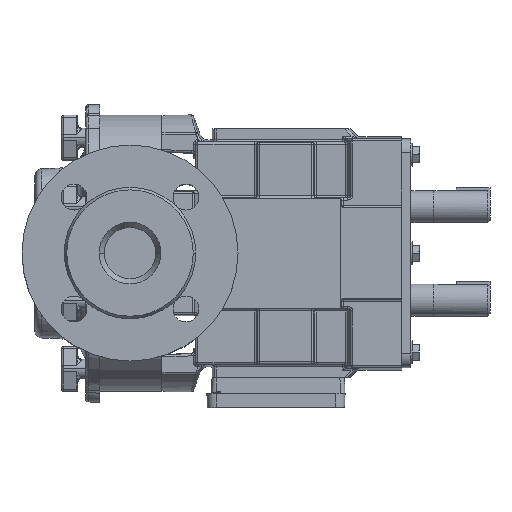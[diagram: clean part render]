
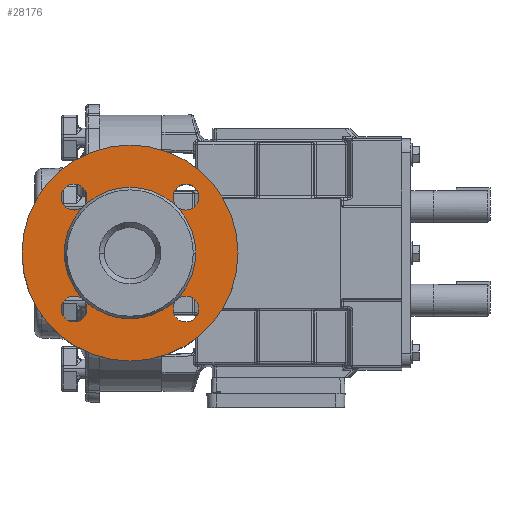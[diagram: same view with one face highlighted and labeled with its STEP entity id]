
A CAD part, top view. The second image highlights one B-rep face of the part: STEP entity #28176.
In plain terms, the highlighted face is planar.
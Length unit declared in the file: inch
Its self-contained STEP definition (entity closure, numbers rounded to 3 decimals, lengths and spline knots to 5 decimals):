
#89 = ORIENTED_EDGE ( 'NONE', *, *, #4004, .F. ) ;
#259 = DIRECTION ( 'NONE',  ( 1., 0., 0. ) ) ;
#263 = CIRCLE ( 'NONE', #2209, 0.35433 ) ;
#403 = CARTESIAN_POINT ( 'NONE',  ( -1.53114, -1.53114, -1.53 ) ) ;
#794 = DIRECTION ( 'NONE',  ( 1., 0., 0. ) ) ;
#865 = VERTEX_POINT ( 'NONE', #23139 ) ;
#1407 = ORIENTED_EDGE ( 'NONE', *, *, #26775, .F. ) ;
#1919 = VERTEX_POINT ( 'NONE', #29416 ) ;
#2173 = FACE_BOUND ( 'NONE', #37326, .T. ) ;
#2209 = AXIS2_PLACEMENT_3D ( 'NONE', #403, #12757, #8470 ) ;
#2496 = CIRCLE ( 'NONE', #18062, 0.35433 ) ;
#2871 = DIRECTION ( 'NONE',  ( 0., 0., -1. ) ) ;
#3305 = AXIS2_PLACEMENT_3D ( 'NONE', #4187, #35772, #38609 ) ;
#4004 = EDGE_CURVE ( 'NONE', #10118, #21151, #29461, .T. ) ;
#4187 = CARTESIAN_POINT ( 'NONE',  ( 1.53114, -1.53114, -1.53 ) ) ;
#4349 = DIRECTION ( 'NONE',  ( -1., 0., 0. ) ) ;
#4380 = ORIENTED_EDGE ( 'NONE', *, *, #8765, .F. ) ;
#4720 = EDGE_LOOP ( 'NONE', ( #6695, #26514 ) ) ;
#5431 = AXIS2_PLACEMENT_3D ( 'NONE', #18307, #33636, #24621 ) ;
#5449 = CARTESIAN_POINT ( 'NONE',  ( 1.17681, -1.53114, -1.53 ) ) ;
#5800 = FACE_BOUND ( 'NONE', #4720, .T. ) ;
#5950 = CARTESIAN_POINT ( 'NONE',  ( 0., 0., -1.53 ) ) ;
#6214 = EDGE_LOOP ( 'NONE', ( #89, #30034 ) ) ;
#6695 = ORIENTED_EDGE ( 'NONE', *, *, #32910, .F. ) ;
#6783 = CARTESIAN_POINT ( 'NONE',  ( -1.53114, -1.53114, -1.53 ) ) ;
#7154 = VERTEX_POINT ( 'NONE', #10767 ) ;
#8224 = ORIENTED_EDGE ( 'NONE', *, *, #32976, .T. ) ;
#8245 = AXIS2_PLACEMENT_3D ( 'NONE', #5950, #9381, #34094 ) ;
#8470 = DIRECTION ( 'NONE',  ( -1., 0., 0. ) ) ;
#8632 = DIRECTION ( 'NONE',  ( 0., 0., -1. ) ) ;
#8664 = CIRCLE ( 'NONE', #25612, 1.79928 ) ;
#8765 = EDGE_CURVE ( 'NONE', #31793, #31566, #2496, .T. ) ;
#9381 = DIRECTION ( 'NONE',  ( 0., 0., 1. ) ) ;
#9403 = EDGE_LOOP ( 'NONE', ( #37916, #13161 ) ) ;
#10118 = VERTEX_POINT ( 'NONE', #24185 ) ;
#10767 = CARTESIAN_POINT ( 'NONE',  ( 1.88547, -1.53114, -1.53 ) ) ;
#11365 = ORIENTED_EDGE ( 'NONE', *, *, #18216, .T. ) ;
#11587 = CARTESIAN_POINT ( 'NONE',  ( 1.53114, -1.53114, -1.53 ) ) ;
#11851 = AXIS2_PLACEMENT_3D ( 'NONE', #19063, #31745, #794 ) ;
#12179 = CIRCLE ( 'NONE', #35030, 2.955 ) ;
#12244 = CIRCLE ( 'NONE', #14215, 0.35433 ) ;
#12757 = DIRECTION ( 'NONE',  ( 0., 0., -1. ) ) ;
#13094 = AXIS2_PLACEMENT_3D ( 'NONE', #36356, #27150, #17555 ) ;
#13161 = ORIENTED_EDGE ( 'NONE', *, *, #29004, .F. ) ;
#14215 = AXIS2_PLACEMENT_3D ( 'NONE', #6783, #31462, #4349 ) ;
#14723 = CARTESIAN_POINT ( 'NONE',  ( 0., 2.955, -1.53 ) ) ;
#14912 = AXIS2_PLACEMENT_3D ( 'NONE', #14723, #8632, #39835 ) ;
#15081 = CARTESIAN_POINT ( 'NONE',  ( 1.88547, 1.53114, -1.53 ) ) ;
#15658 = VERTEX_POINT ( 'NONE', #40113 ) ;
#15747 = CIRCLE ( 'NONE', #36635, 0.35433 ) ;
#17555 = DIRECTION ( 'NONE',  ( -1., 0., 0. ) ) ;
#17779 = CARTESIAN_POINT ( 'NONE',  ( 1.79928, 0., -1.53 ) ) ;
#18062 = AXIS2_PLACEMENT_3D ( 'NONE', #19161, #25495, #28981 ) ;
#18216 = EDGE_CURVE ( 'NONE', #865, #40046, #18634, .T. ) ;
#18307 = CARTESIAN_POINT ( 'NONE',  ( -1.53114, 1.53114, -1.53 ) ) ;
#18370 = CARTESIAN_POINT ( 'NONE',  ( -1.88547, -1.53114, -1.53 ) ) ;
#18634 = CIRCLE ( 'NONE', #8245, 1.79928 ) ;
#19063 = CARTESIAN_POINT ( 'NONE',  ( 0., 0., -1.53 ) ) ;
#19161 = CARTESIAN_POINT ( 'NONE',  ( 1.53114, 1.53114, -1.53 ) ) ;
#19944 = CARTESIAN_POINT ( 'NONE',  ( 1.17681, 1.53114, -1.53 ) ) ;
#20634 = AXIS2_PLACEMENT_3D ( 'NONE', #33868, #21172, #21383 ) ;
#21066 = VERTEX_POINT ( 'NONE', #31429 ) ;
#21151 = VERTEX_POINT ( 'NONE', #37952 ) ;
#21172 = DIRECTION ( 'NONE',  ( 0., 0., -1. ) ) ;
#21383 = DIRECTION ( 'NONE',  ( -1., 0., 0. ) ) ;
#21935 = EDGE_CURVE ( 'NONE', #21066, #1919, #32012, .T. ) ;
#23139 = CARTESIAN_POINT ( 'NONE',  ( -1.79928, 0., -1.53 ) ) ;
#23712 = FACE_OUTER_BOUND ( 'NONE', #6214, .T. ) ;
#24011 = DIRECTION ( 'NONE',  ( -1., 0., 0. ) ) ;
#24185 = CARTESIAN_POINT ( 'NONE',  ( 2.955, 0., -1.53 ) ) ;
#24621 = DIRECTION ( 'NONE',  ( -1., 0., 0. ) ) ;
#25087 = ORIENTED_EDGE ( 'NONE', *, *, #37050, .F. ) ;
#25495 = DIRECTION ( 'NONE',  ( 0., 0., -1. ) ) ;
#25612 = AXIS2_PLACEMENT_3D ( 'NONE', #32430, #29747, #38538 ) ;
#26032 = ORIENTED_EDGE ( 'NONE', *, *, #40267, .F. ) ;
#26514 = ORIENTED_EDGE ( 'NONE', *, *, #21935, .F. ) ;
#26568 = VERTEX_POINT ( 'NONE', #18370 ) ;
#26775 = EDGE_CURVE ( 'NONE', #15658, #26568, #263, .T. ) ;
#27150 = DIRECTION ( 'NONE',  ( 0., 0., -1. ) ) ;
#27602 = FACE_BOUND ( 'NONE', #9403, .T. ) ;
#28176 = ADVANCED_FACE ( 'NONE', ( #2173, #27602, #33934, #5800, #39243, #23712 ), #40037, .T. ) ;
#28756 = DIRECTION ( 'NONE',  ( 0., 0., 1. ) ) ;
#28981 = DIRECTION ( 'NONE',  ( -1., 0., 0. ) ) ;
#29004 = EDGE_CURVE ( 'NONE', #7154, #32378, #31925, .T. ) ;
#29416 = CARTESIAN_POINT ( 'NONE',  ( -1.88547, 1.53114, -1.53 ) ) ;
#29461 = CIRCLE ( 'NONE', #11851, 2.955 ) ;
#29747 = DIRECTION ( 'NONE',  ( 0., 0., 1. ) ) ;
#30034 = ORIENTED_EDGE ( 'NONE', *, *, #39393, .F. ) ;
#30342 = CIRCLE ( 'NONE', #20634, 0.35433 ) ;
#31301 = EDGE_LOOP ( 'NONE', ( #26032, #1407 ) ) ;
#31429 = CARTESIAN_POINT ( 'NONE',  ( -1.17681, 1.53114, -1.53 ) ) ;
#31462 = DIRECTION ( 'NONE',  ( 0., 0., -1. ) ) ;
#31566 = VERTEX_POINT ( 'NONE', #15081 ) ;
#31745 = DIRECTION ( 'NONE',  ( 0., 0., 1. ) ) ;
#31793 = VERTEX_POINT ( 'NONE', #19944 ) ;
#31925 = CIRCLE ( 'NONE', #3305, 0.35433 ) ;
#32007 = EDGE_CURVE ( 'NONE', #32378, #7154, #15747, .T. ) ;
#32012 = CIRCLE ( 'NONE', #13094, 0.35433 ) ;
#32378 = VERTEX_POINT ( 'NONE', #5449 ) ;
#32430 = CARTESIAN_POINT ( 'NONE',  ( 0., 0., -1.53 ) ) ;
#32910 = EDGE_CURVE ( 'NONE', #1919, #21066, #36696, .T. ) ;
#32976 = EDGE_CURVE ( 'NONE', #40046, #865, #8664, .T. ) ;
#33636 = DIRECTION ( 'NONE',  ( 0., 0., -1. ) ) ;
#33868 = CARTESIAN_POINT ( 'NONE',  ( 1.53114, 1.53114, -1.53 ) ) ;
#33934 = FACE_BOUND ( 'NONE', #31301, .T. ) ;
#34094 = DIRECTION ( 'NONE',  ( 1., 0., 0. ) ) ;
#35030 = AXIS2_PLACEMENT_3D ( 'NONE', #38334, #28756, #259 ) ;
#35772 = DIRECTION ( 'NONE',  ( 0., 0., -1. ) ) ;
#36356 = CARTESIAN_POINT ( 'NONE',  ( -1.53114, 1.53114, -1.53 ) ) ;
#36635 = AXIS2_PLACEMENT_3D ( 'NONE', #11587, #2871, #24011 ) ;
#36696 = CIRCLE ( 'NONE', #5431, 0.35433 ) ;
#37050 = EDGE_CURVE ( 'NONE', #31566, #31793, #30342, .T. ) ;
#37326 = EDGE_LOOP ( 'NONE', ( #4380, #25087 ) ) ;
#37916 = ORIENTED_EDGE ( 'NONE', *, *, #32007, .F. ) ;
#37952 = CARTESIAN_POINT ( 'NONE',  ( -2.955, 0., -1.53 ) ) ;
#38334 = CARTESIAN_POINT ( 'NONE',  ( 0., 0., -1.53 ) ) ;
#38538 = DIRECTION ( 'NONE',  ( 1., 0., 0. ) ) ;
#38609 = DIRECTION ( 'NONE',  ( -1., 0., 0. ) ) ;
#38970 = EDGE_LOOP ( 'NONE', ( #8224, #11365 ) ) ;
#39243 = FACE_BOUND ( 'NONE', #38970, .T. ) ;
#39393 = EDGE_CURVE ( 'NONE', #21151, #10118, #12179, .T. ) ;
#39835 = DIRECTION ( 'NONE',  ( -1., 0., 0. ) ) ;
#40037 = PLANE ( 'NONE',  #14912 ) ;
#40046 = VERTEX_POINT ( 'NONE', #17779 ) ;
#40113 = CARTESIAN_POINT ( 'NONE',  ( -1.17681, -1.53114, -1.53 ) ) ;
#40267 = EDGE_CURVE ( 'NONE', #26568, #15658, #12244, .T. ) ;
